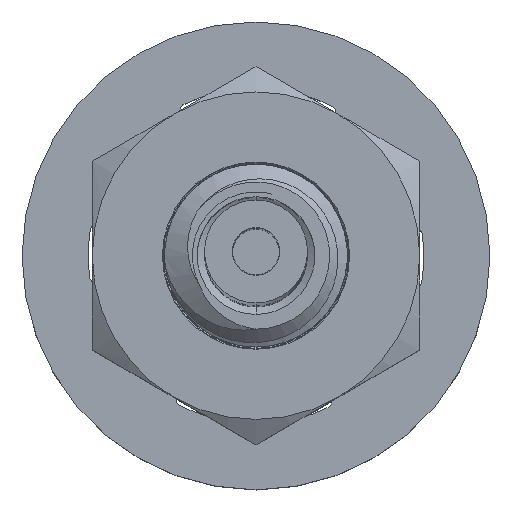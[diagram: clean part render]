
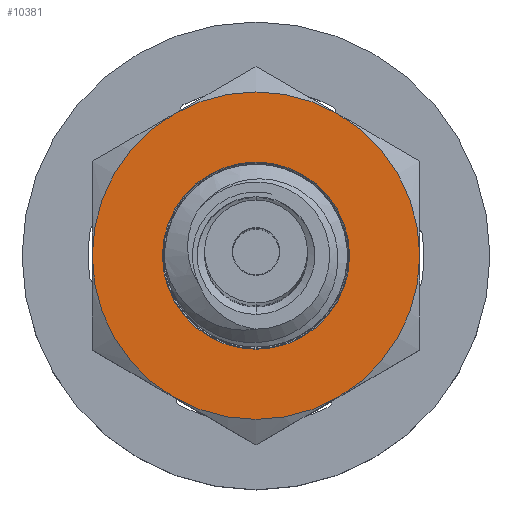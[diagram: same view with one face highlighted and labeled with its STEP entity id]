
A CAD part, top view. The second image highlights one B-rep face of the part: STEP entity #10381.
In plain terms, the highlighted planar face has unit normal (0, 0, 1).
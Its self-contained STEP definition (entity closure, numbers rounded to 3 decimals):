
#9576=CARTESIAN_POINT('',(0.,0.,0.));
#9577=DIRECTION('',(0.,0.,-1.));
#9578=DIRECTION('',(1.,0.,0.));
#9579=AXIS2_PLACEMENT_3D('',#9576,#9577,#9578);
#9581=CARTESIAN_POINT('',(0.,0.,0.));
#9582=DIRECTION('',(0.,0.,-1.));
#9583=DIRECTION('',(0.5,-0.866,0.));
#9584=AXIS2_PLACEMENT_3D('',#9581,#9582,#9583);
#9586=CARTESIAN_POINT('',(0.,0.,0.));
#9587=DIRECTION('',(0.,0.,-1.));
#9588=DIRECTION('',(-0.5,-0.866,0.));
#9589=AXIS2_PLACEMENT_3D('',#9586,#9587,#9588);
#9591=CARTESIAN_POINT('',(0.,0.,0.));
#9592=DIRECTION('',(0.,0.,-1.));
#9593=DIRECTION('',(-1.,0.,0.));
#9594=AXIS2_PLACEMENT_3D('',#9591,#9592,#9593);
#9596=CARTESIAN_POINT('',(0.,0.,0.));
#9597=DIRECTION('',(0.,0.,-1.));
#9598=DIRECTION('',(-0.5,0.866,0.));
#9599=AXIS2_PLACEMENT_3D('',#9596,#9597,#9598);
#9601=CARTESIAN_POINT('',(0.,0.,0.));
#9602=DIRECTION('',(0.,0.,-1.));
#9603=DIRECTION('',(0.5,0.866,0.));
#9604=AXIS2_PLACEMENT_3D('',#9601,#9602,#9603);
#9623=CARTESIAN_POINT('',(0.,0.,0.));
#9624=DIRECTION('',(0.,0.,-1.));
#9625=DIRECTION('',(-1.,0.,0.));
#9626=AXIS2_PLACEMENT_3D('',#9623,#9624,#9625);
#9632=CARTESIAN_POINT('',(0.,0.,0.));
#9633=DIRECTION('',(0.,0.,-1.));
#9634=DIRECTION('',(1.,0.,0.));
#9635=AXIS2_PLACEMENT_3D('',#9632,#9633,#9634);
#10046=CARTESIAN_POINT('',(3.5,0.,0.));
#10047=CARTESIAN_POINT('',(1.75,-3.031,0.));
#10048=VERTEX_POINT('',#10046);
#10049=VERTEX_POINT('',#10047);
#10050=CARTESIAN_POINT('',(-2.,0.,0.));
#10051=CARTESIAN_POINT('',(2.,0.,0.));
#10052=VERTEX_POINT('',#10050);
#10053=VERTEX_POINT('',#10051);
#10077=CARTESIAN_POINT('',(-1.75,-3.031,0.));
#10078=VERTEX_POINT('',#10077);
#10079=CARTESIAN_POINT('',(-3.5,0.,0.));
#10080=VERTEX_POINT('',#10079);
#10081=CARTESIAN_POINT('',(-1.75,3.031,0.));
#10082=CARTESIAN_POINT('',(1.75,3.031,0.));
#10083=VERTEX_POINT('',#10081);
#10084=VERTEX_POINT('',#10082);
#10357=CARTESIAN_POINT('',(-7.,0.,0.));
#10358=DIRECTION('',(0.,0.,1.));
#10359=DIRECTION('',(1.,0.,0.));
#10360=AXIS2_PLACEMENT_3D('',#10357,#10358,#10359);
#10361=PLANE('',#10360);
#10362=ORIENTED_EDGE('',*,*,#10352,.T.);
#10364=ORIENTED_EDGE('',*,*,#10363,.T.);
#10366=ORIENTED_EDGE('',*,*,#10365,.T.);
#10368=ORIENTED_EDGE('',*,*,#10367,.T.);
#10370=ORIENTED_EDGE('',*,*,#10369,.T.);
#10372=ORIENTED_EDGE('',*,*,#10371,.T.);
#10373=EDGE_LOOP('',(#10362,#10364,#10366,#10368,#10370,#10372));
#10374=FACE_OUTER_BOUND('',#10373,.F.);
#10376=ORIENTED_EDGE('',*,*,#10375,.F.);
#10378=ORIENTED_EDGE('',*,*,#10377,.F.);
#10379=EDGE_LOOP('',(#10376,#10378));
#10380=FACE_BOUND('',#10379,.F.);
#10381=ADVANCED_FACE('',(#10374,#10380),#10361,.T.);
#9580=CIRCLE('',#9579,3.5);
#9585=CIRCLE('',#9584,3.5);
#9590=CIRCLE('',#9589,3.5);
#9595=CIRCLE('',#9594,3.5);
#9600=CIRCLE('',#9599,3.5);
#9605=CIRCLE('',#9604,3.5);
#9627=CIRCLE('',#9626,2.);
#9636=CIRCLE('',#9635,2.);
#10352=EDGE_CURVE('',#10048,#10049,#9580,.T.);
#10363=EDGE_CURVE('',#10049,#10078,#9585,.T.);
#10365=EDGE_CURVE('',#10078,#10080,#9590,.T.);
#10367=EDGE_CURVE('',#10080,#10083,#9595,.T.);
#10369=EDGE_CURVE('',#10083,#10084,#9600,.T.);
#10371=EDGE_CURVE('',#10084,#10048,#9605,.T.);
#10375=EDGE_CURVE('',#10052,#10053,#9627,.T.);
#10377=EDGE_CURVE('',#10053,#10052,#9636,.T.);
